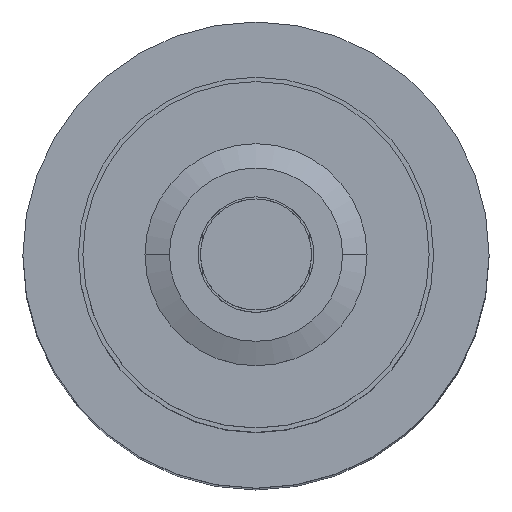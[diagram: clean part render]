
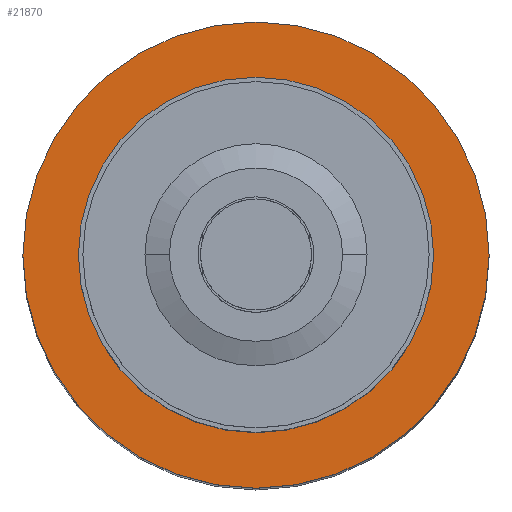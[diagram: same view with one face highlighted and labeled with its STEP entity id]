
A CAD part, top view. The second image highlights one B-rep face of the part: STEP entity #21870.
In plain terms, the highlighted planar face has unit normal (0, 0, 1).
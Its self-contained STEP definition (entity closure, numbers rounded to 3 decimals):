
#220 = EDGE_LOOP ( 'NONE', ( #67084, #5194 ) ) ;
#5194 = ORIENTED_EDGE ( 'NONE', *, *, #53722, .T. ) ;
#5370 = FACE_OUTER_BOUND ( 'NONE', #220, .T. ) ;
#5861 = DIRECTION ( 'NONE',  ( -1., 0., 0. ) ) ;
#14074 = PLANE ( 'NONE',  #29367 ) ;
#14766 = CARTESIAN_POINT ( 'NONE',  ( 0., 0., 228. ) ) ;
#20792 = AXIS2_PLACEMENT_3D ( 'NONE', #14766, #23086, #75805 ) ;
#21870 = ADVANCED_FACE ( 'NONE', ( #5370 ), #14074, .T. ) ;
#23086 = DIRECTION ( 'NONE',  ( 0., 0., 1. ) ) ;
#24375 = CARTESIAN_POINT ( 'NONE',  ( 52.5, 0., 228. ) ) ;
#25225 = CARTESIAN_POINT ( 'NONE',  ( -52.5, 0., 228. ) ) ;
#29367 = AXIS2_PLACEMENT_3D ( 'NONE', #67774, #82777, #37088 ) ;
#36542 = VERTEX_POINT ( 'NONE', #25225 ) ;
#37088 = DIRECTION ( 'NONE',  ( 1., 0., 0. ) ) ;
#42514 = CIRCLE ( 'NONE', #64166, 52.5 ) ;
#43462 = CIRCLE ( 'NONE', #20792, 52.5 ) ;
#53722 = EDGE_CURVE ( 'NONE', #93208, #36542, #43462, .T. ) ;
#59587 = CARTESIAN_POINT ( 'NONE',  ( 0., 0., 228. ) ) ;
#64166 = AXIS2_PLACEMENT_3D ( 'NONE', #59587, #97209, #5861 ) ;
#67084 = ORIENTED_EDGE ( 'NONE', *, *, #78878, .T. ) ;
#67774 = CARTESIAN_POINT ( 'NONE',  ( 0., 0., 228. ) ) ;
#75805 = DIRECTION ( 'NONE',  ( -1., 0., 0. ) ) ;
#78878 = EDGE_CURVE ( 'NONE', #36542, #93208, #42514, .T. ) ;
#82777 = DIRECTION ( 'NONE',  ( 0., 0., 1. ) ) ;
#93208 = VERTEX_POINT ( 'NONE', #24375 ) ;
#97209 = DIRECTION ( 'NONE',  ( 0., 0., 1. ) ) ;
